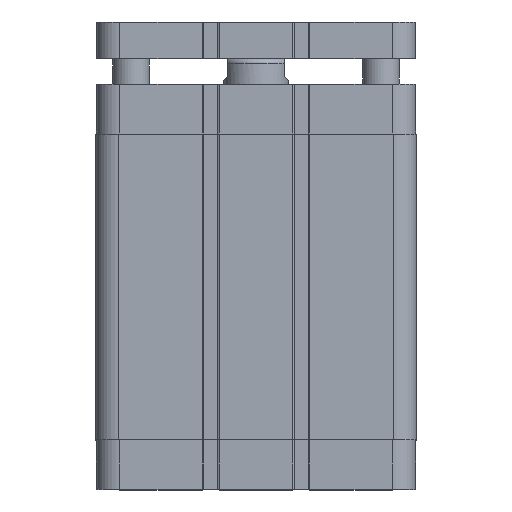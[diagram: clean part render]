
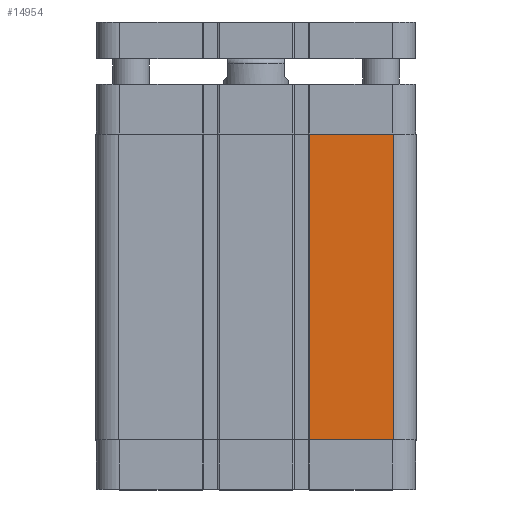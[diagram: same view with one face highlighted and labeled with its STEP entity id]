
A CAD part, top view. The second image highlights one B-rep face of the part: STEP entity #14954.
In plain terms, the highlighted planar face has unit normal (0, 0, 1).
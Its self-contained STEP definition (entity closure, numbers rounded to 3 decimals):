
#11805=CARTESIAN_POINT('',(20.75,59.0,62.));
#11806=VERTEX_POINT('',#11805);
#11814=CARTESIAN_POINT('',(53.,59.0,62.));
#11815=VERTEX_POINT('',#11814);
#11816=CARTESIAN_POINT('',(53.,59.0,62.));
#11817=DIRECTION('',(-1.0,0.0,0.0));
#11818=VECTOR('',#11817,32.25);
#11819=LINE('',#11816,#11818);
#11820=EDGE_CURVE('',#11815,#11806,#11819,.T.);
#14455=CARTESIAN_POINT('',(53.,-59.0,62.));
#14456=VERTEX_POINT('',#14455);
#14464=CARTESIAN_POINT('',(20.75,-59.0,62.));
#14465=VERTEX_POINT('',#14464);
#14466=CARTESIAN_POINT('',(20.75,-59.0,62.));
#14467=DIRECTION('',(1.0,0.0,0.0));
#14468=VECTOR('',#14467,32.25);
#14469=LINE('',#14466,#14468);
#14470=EDGE_CURVE('',#14465,#14456,#14469,.T.);
#14927=CARTESIAN_POINT('',(53.,-59.0,62.));
#14928=DIRECTION('',(0.0,1.0,0.0));
#14929=VECTOR('',#14928,118.0);
#14930=LINE('',#14927,#14929);
#14931=EDGE_CURVE('',#14456,#11815,#14930,.T.);
#14938=CARTESIAN_POINT('',(53.,0.0,62.));
#14939=DIRECTION('',(0.0,0.0,1.0));
#14940=DIRECTION('',(1.0,0.0,0.0));
#14941=AXIS2_PLACEMENT_3D('',#14938,#14939,#14940);
#14942=PLANE('',#14941);
#14943=ORIENTED_EDGE('',*,*,#11820,.T.);
#14944=CARTESIAN_POINT('',(20.75,-59.0,62.));
#14945=DIRECTION('',(0.0,1.0,0.0));
#14946=VECTOR('',#14945,118.0);
#14947=LINE('',#14944,#14946);
#14948=EDGE_CURVE('',#14465,#11806,#14947,.T.);
#14949=ORIENTED_EDGE('',*,*,#14948,.F.);
#14950=ORIENTED_EDGE('',*,*,#14470,.T.);
#14951=ORIENTED_EDGE('',*,*,#14931,.T.);
#14952=EDGE_LOOP('',(#14943,#14949,#14950,#14951));
#14953=FACE_OUTER_BOUND('',#14952,.T.);
#14954=ADVANCED_FACE('',(#14953),#14942,.T.);
